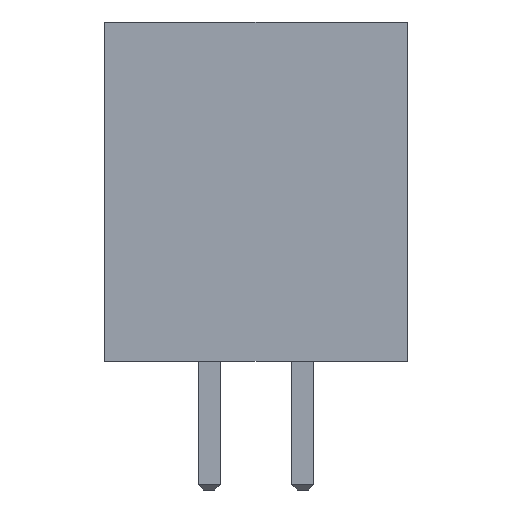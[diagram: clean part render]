
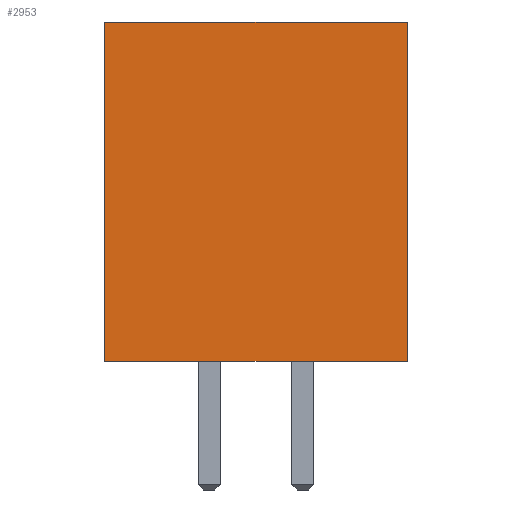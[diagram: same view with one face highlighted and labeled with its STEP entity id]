
A CAD part, front view. The second image highlights one B-rep face of the part: STEP entity #2953.
In plain terms, the highlighted planar face has unit normal (0, -1, 0).
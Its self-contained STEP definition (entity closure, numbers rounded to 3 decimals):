
#162 = ORIENTED_EDGE ( 'NONE', *, *, #6537, .F. ) ;
#1814 = ORIENTED_EDGE ( 'NONE', *, *, #4880, .F. ) ;
#2850 = DIRECTION ( 'NONE',  ( 0., 0., -1. ) ) ;
#2953 = ADVANCED_FACE ( 'NONE', ( #8222 ), #5882, .F. ) ;
#3703 = ORIENTED_EDGE ( 'NONE', *, *, #4438, .T. ) ;
#3929 = CARTESIAN_POINT ( 'NONE',  ( 8.2, 0., 9.2 ) ) ;
#4438 = EDGE_CURVE ( 'NONE', #10149, #15489, #15699, .T. ) ;
#4555 = EDGE_CURVE ( 'NONE', #15443, #10149, #10061, .T. ) ;
#4622 = CARTESIAN_POINT ( 'NONE',  ( 0., 0., 0. ) ) ;
#4880 = EDGE_CURVE ( 'NONE', #6726, #15489, #5655, .T. ) ;
#5236 = CARTESIAN_POINT ( 'NONE',  ( 0., 0., 9.2 ) ) ;
#5284 = DIRECTION ( 'NONE',  ( 1., 0., 0. ) ) ;
#5472 = VECTOR ( 'NONE', #5284, 1000. ) ;
#5655 = LINE ( 'NONE', #3929, #14897 ) ;
#5882 = PLANE ( 'NONE',  #13970 ) ;
#6184 = DIRECTION ( 'NONE',  ( 0., 1., 0. ) ) ;
#6537 = EDGE_CURVE ( 'NONE', #15443, #6726, #7754, .T. ) ;
#6726 = VERTEX_POINT ( 'NONE', #13758 ) ;
#7754 = LINE ( 'NONE', #5236, #5472 ) ;
#8222 = FACE_OUTER_BOUND ( 'NONE', #9436, .T. ) ;
#8690 = DIRECTION ( 'NONE',  ( 0., 0., -1. ) ) ;
#8703 = CARTESIAN_POINT ( 'NONE',  ( 0., 0., 0. ) ) ;
#9436 = EDGE_LOOP ( 'NONE', ( #3703, #1814, #162, #12623 ) ) ;
#10061 = LINE ( 'NONE', #10090, #12686 ) ;
#10090 = CARTESIAN_POINT ( 'NONE',  ( 0., 0., 9.2 ) ) ;
#10149 = VERTEX_POINT ( 'NONE', #8703 ) ;
#12505 = VECTOR ( 'NONE', #14248, 1000. ) ;
#12623 = ORIENTED_EDGE ( 'NONE', *, *, #4555, .T. ) ;
#12686 = VECTOR ( 'NONE', #8690, 1000. ) ;
#13528 = CARTESIAN_POINT ( 'NONE',  ( 0., 0., 9.2 ) ) ;
#13758 = CARTESIAN_POINT ( 'NONE',  ( 8.2, 0., 9.2 ) ) ;
#13970 = AXIS2_PLACEMENT_3D ( 'NONE', #13528, #6184, #14632 ) ;
#14248 = DIRECTION ( 'NONE',  ( 1., 0., 0. ) ) ;
#14632 = DIRECTION ( 'NONE',  ( 0., 0., 1. ) ) ;
#14766 = CARTESIAN_POINT ( 'NONE',  ( 8.2, 0., 0. ) ) ;
#14875 = CARTESIAN_POINT ( 'NONE',  ( 0., 0., 9.2 ) ) ;
#14897 = VECTOR ( 'NONE', #2850, 1000. ) ;
#15443 = VERTEX_POINT ( 'NONE', #14875 ) ;
#15489 = VERTEX_POINT ( 'NONE', #14766 ) ;
#15699 = LINE ( 'NONE', #4622, #12505 ) ;
